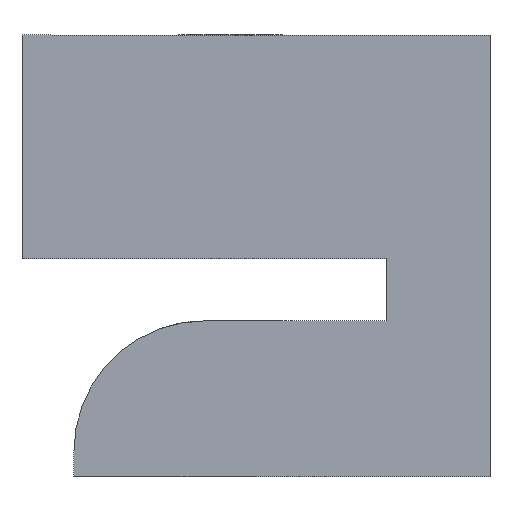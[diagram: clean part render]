
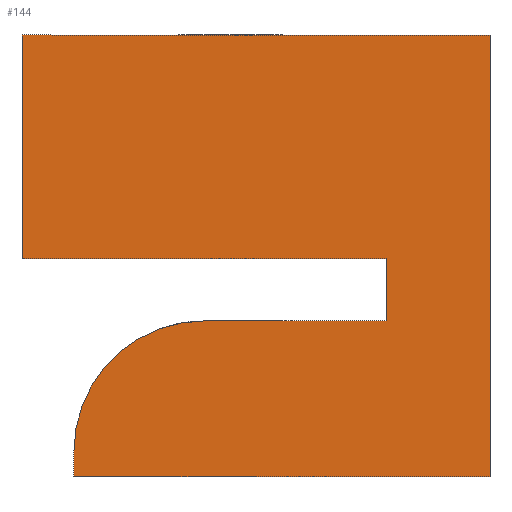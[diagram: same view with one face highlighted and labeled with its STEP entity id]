
A CAD part, front view. The second image highlights one B-rep face of the part: STEP entity #144.
In plain terms, the highlighted planar face has unit normal (0, -1, 0).
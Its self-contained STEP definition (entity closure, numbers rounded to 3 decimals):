
#3 = ORIENTED_EDGE ( 'NONE', *, *, #441, .T. ) ;
#5 = LINE ( 'NONE', #40, #118 ) ;
#9 = CARTESIAN_POINT ( 'NONE',  ( -4., -3., -4.25 ) ) ;
#10 = DIRECTION ( 'NONE',  ( 0., 0., 1. ) ) ;
#12 = LINE ( 'NONE', #377, #570 ) ;
#31 = DIRECTION ( 'NONE',  ( 0., 0., -1. ) ) ;
#40 = CARTESIAN_POINT ( 'NONE',  ( 4., -3., 4.25 ) ) ;
#43 = VERTEX_POINT ( 'NONE', #219 ) ;
#58 = EDGE_CURVE ( 'NONE', #61, #328, #312, .T. ) ;
#61 = VERTEX_POINT ( 'NONE', #350 ) ;
#70 = DIRECTION ( 'NONE',  ( 1., 0., 0. ) ) ;
#84 = DIRECTION ( 'NONE',  ( 0., 0., 1. ) ) ;
#89 = CARTESIAN_POINT ( 'NONE',  ( -5., -3., 4.25 ) ) ;
#91 = ORIENTED_EDGE ( 'NONE', *, *, #376, .F. ) ;
#92 = DIRECTION ( 'NONE',  ( 0., -1., 0. ) ) ;
#105 = ORIENTED_EDGE ( 'NONE', *, *, #139, .F. ) ;
#118 = VECTOR ( 'NONE', #217, 1000. ) ;
#119 = AXIS2_PLACEMENT_3D ( 'NONE', #538, #501, #495 ) ;
#139 = EDGE_CURVE ( 'NONE', #43, #193, #5, .T. ) ;
#140 = ORIENTED_EDGE ( 'NONE', *, *, #58, .F. ) ;
#144 = ADVANCED_FACE ( 'NONE', ( #316 ), #269, .T. ) ;
#146 = VERTEX_POINT ( 'NONE', #89 ) ;
#147 = EDGE_LOOP ( 'NONE', ( #140, #3, #375, #516, #105, #438, #332, #159, #91 ) ) ;
#159 = ORIENTED_EDGE ( 'NONE', *, *, #384, .F. ) ;
#171 = EDGE_CURVE ( 'NONE', #240, #388, #230, .T. ) ;
#186 = AXIS2_PLACEMENT_3D ( 'NONE', #222, #92, #31 ) ;
#187 = LINE ( 'NONE', #453, #440 ) ;
#189 = VERTEX_POINT ( 'NONE', #401 ) ;
#193 = VERTEX_POINT ( 'NONE', #494 ) ;
#211 = EDGE_CURVE ( 'NONE', #146, #43, #242, .T. ) ;
#217 = DIRECTION ( 'NONE',  ( 0., 0., -1. ) ) ;
#219 = CARTESIAN_POINT ( 'NONE',  ( 4., -3., 4.25 ) ) ;
#222 = CARTESIAN_POINT ( 'NONE',  ( 0., -3., 0. ) ) ;
#230 = LINE ( 'NONE', #282, #404 ) ;
#234 = CARTESIAN_POINT ( 'NONE',  ( -4., -3., 4.25 ) ) ;
#235 = EDGE_CURVE ( 'NONE', #383, #146, #12, .T. ) ;
#240 = VERTEX_POINT ( 'NONE', #9 ) ;
#242 = LINE ( 'NONE', #234, #243 ) ;
#243 = VECTOR ( 'NONE', #462, 1000. ) ;
#245 = VECTOR ( 'NONE', #359, 1000. ) ;
#254 = CIRCLE ( 'NONE', #119, 2.5 ) ;
#269 = PLANE ( 'NONE',  #186 ) ;
#272 = LINE ( 'NONE', #277, #245 ) ;
#277 = CARTESIAN_POINT ( 'NONE',  ( -4., -3., -0.05 ) ) ;
#282 = CARTESIAN_POINT ( 'NONE',  ( -4., -3., -1.25 ) ) ;
#310 = CARTESIAN_POINT ( 'NONE',  ( -4., -3., -1.25 ) ) ;
#312 = LINE ( 'NONE', #310, #385 ) ;
#316 = FACE_OUTER_BOUND ( 'NONE', #147, .T. ) ;
#328 = VERTEX_POINT ( 'NONE', #399 ) ;
#332 = ORIENTED_EDGE ( 'NONE', *, *, #235, .F. ) ;
#350 = CARTESIAN_POINT ( 'NONE',  ( -1.5, -3., -1.25 ) ) ;
#359 = DIRECTION ( 'NONE',  ( -1., 0., 0. ) ) ;
#375 = ORIENTED_EDGE ( 'NONE', *, *, #171, .F. ) ;
#376 = EDGE_CURVE ( 'NONE', #328, #189, #406, .T. ) ;
#377 = CARTESIAN_POINT ( 'NONE',  ( -5., -3., -0.05 ) ) ;
#383 = VERTEX_POINT ( 'NONE', #575 ) ;
#384 = EDGE_CURVE ( 'NONE', #189, #383, #272, .T. ) ;
#385 = VECTOR ( 'NONE', #70, 1000. ) ;
#388 = VERTEX_POINT ( 'NONE', #451 ) ;
#399 = CARTESIAN_POINT ( 'NONE',  ( 2., -3., -1.25 ) ) ;
#401 = CARTESIAN_POINT ( 'NONE',  ( 2., -3., -0.05 ) ) ;
#404 = VECTOR ( 'NONE', #492, 1000. ) ;
#406 = LINE ( 'NONE', #449, #529 ) ;
#438 = ORIENTED_EDGE ( 'NONE', *, *, #211, .F. ) ;
#440 = VECTOR ( 'NONE', #503, 1000. ) ;
#441 = EDGE_CURVE ( 'NONE', #61, #388, #254, .T. ) ;
#449 = CARTESIAN_POINT ( 'NONE',  ( 2., -3., -1.25 ) ) ;
#451 = CARTESIAN_POINT ( 'NONE',  ( -4., -3., -3.75 ) ) ;
#453 = CARTESIAN_POINT ( 'NONE',  ( -4., -3., -4.25 ) ) ;
#454 = EDGE_CURVE ( 'NONE', #193, #240, #187, .T. ) ;
#462 = DIRECTION ( 'NONE',  ( 1., 0., 0. ) ) ;
#492 = DIRECTION ( 'NONE',  ( 0., 0., 1. ) ) ;
#494 = CARTESIAN_POINT ( 'NONE',  ( 4., -3., -4.25 ) ) ;
#495 = DIRECTION ( 'NONE',  ( 0., 0., -1. ) ) ;
#501 = DIRECTION ( 'NONE',  ( 0., -1., 0. ) ) ;
#503 = DIRECTION ( 'NONE',  ( -1., 0., 0. ) ) ;
#516 = ORIENTED_EDGE ( 'NONE', *, *, #454, .F. ) ;
#529 = VECTOR ( 'NONE', #84, 1000. ) ;
#538 = CARTESIAN_POINT ( 'NONE',  ( -1.5, -3., -3.75 ) ) ;
#570 = VECTOR ( 'NONE', #10, 1000. ) ;
#575 = CARTESIAN_POINT ( 'NONE',  ( -5., -3., -0.05 ) ) ;
